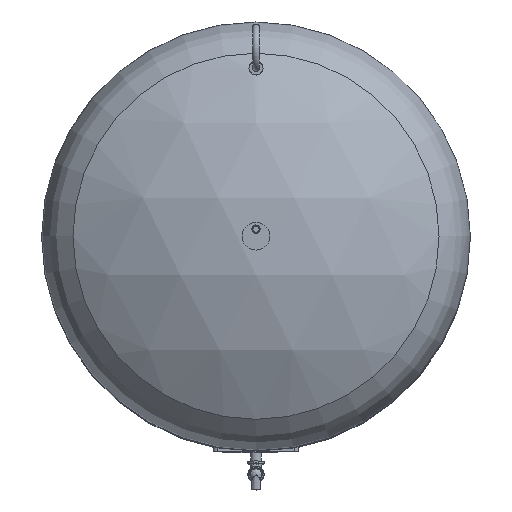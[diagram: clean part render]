
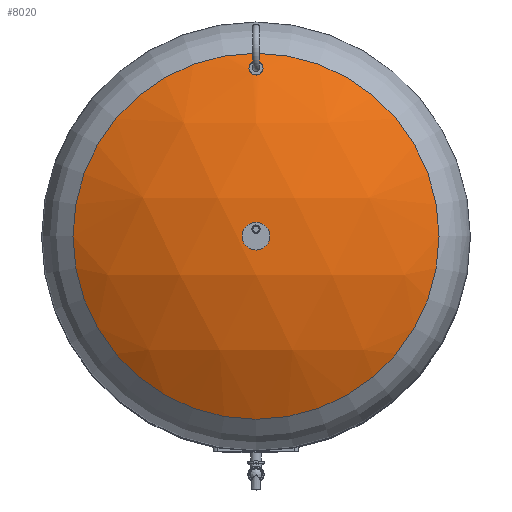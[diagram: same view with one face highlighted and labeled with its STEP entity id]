
A CAD part, top view. The second image highlights one B-rep face of the part: STEP entity #8020.
In plain terms, the highlighted spherical face has radius 594 mm.
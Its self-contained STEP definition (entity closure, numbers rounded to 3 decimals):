
#43=SPHERICAL_SURFACE($,#8847,594.);
#57=B_SPLINE_CURVE_WITH_KNOTS($,3,(#13114,#13115,#13116,#13117,#13118,#13119,
#13120,#13121,#13122,#13123,#13124,#13125,#13126,#13127,#13128,#13129,#13130,
#13131,#13132,#13133,#13134,#13135,#13136,#13137,#13138,#13139,#13140,#13141,
#13142,#13143,#13144,#13145,#13146,#13147,#13148,#13149,#13150,#13151,#13152,
#13153,#13154,#13155,#13156,#13157,#13158,#13159,#13160,#13161,#13162,#13163,
#13164,#13165,#13166,#13167,#13168,#13169,#13170,#13171,#13172,#13173,#13174,
#13175,#13176,#13177,#13178,#13179),.UNSPECIFIED.,.T.,.F.,(4,2,2,2,2,2,
2,2,2,2,2,2,2,2,2,2,2,2,2,2,2,2,2,2,2,2,2,2,2,2,2,2,4),(0.,1.994,
3.987,5.981,7.974,10.293,12.612,
14.931,17.25,19.564,21.878,24.192,
26.506,28.499,30.492,32.484,34.477,
36.47,38.463,40.456,42.449,44.763,
47.077,49.391,51.705,54.024,56.343,
58.662,60.981,62.974,64.968,66.961,
68.955),.UNSPECIFIED.);
#357=FACE_BOUND($,#1660,.T.);
#628=CIRCLE($,#8848,315.931);
#1074=FACE_OUTER_BOUND($,#1659,.T.);
#1659=EDGE_LOOP($,(#6365));
#1660=EDGE_LOOP($,(#6366));
#3782=VERTEX_POINT($,#13113);
#3783=VERTEX_POINT($,#13182);
#4708=EDGE_CURVE($,#3782,#3782,#57,.T.);
#4709=EDGE_CURVE($,#3783,#3783,#628,.T.);
#6365=ORIENTED_EDGE($,*,*,#4709,.F.);
#6366=ORIENTED_EDGE($,*,*,#4708,.T.);
#8020=ADVANCED_FACE($,(#1074,#357),#43,.T.);
#8847=AXIS2_PLACEMENT_3D($,#13181,#10579,#10580);
#8848=AXIS2_PLACEMENT_3D($,#13183,#10581,#10582);
#10579=DIRECTION('center_axis',(0.,-1.,0.));
#10580=DIRECTION('ref_axis',(-1.,0.,0.));
#10581=DIRECTION('center_axis',(0.,0.,
-1.));
#10582=DIRECTION('ref_axis',(1.,0.,0.));
#13113=CARTESIAN_POINT('',(0.,300.65,1600.294));
#13114=CARTESIAN_POINT('Ctrl Pts',(0.,300.65,1600.294));
#13115=CARTESIAN_POINT('Ctrl Pts',(0.665,300.65,1600.294));
#13116=CARTESIAN_POINT('Ctrl Pts',(1.348,300.587,1600.33));
#13117=CARTESIAN_POINT('Ctrl Pts',(2.7,300.325,1600.478));
#13118=CARTESIAN_POINT('Ctrl Pts',(3.368,300.127,1600.591));
#13119=CARTESIAN_POINT('Ctrl Pts',(4.642,299.61,1600.883));
#13120=CARTESIAN_POINT('Ctrl Pts',(5.249,299.29,1601.063));
#13121=CARTESIAN_POINT('Ctrl Pts',(6.366,298.564,1601.474));
#13122=CARTESIAN_POINT('Ctrl Pts',(6.875,298.157,1601.704));
#13123=CARTESIAN_POINT('Ctrl Pts',(7.848,297.235,1602.224));
#13124=CARTESIAN_POINT('Ctrl Pts',(8.329,296.677,1602.538));
#13125=CARTESIAN_POINT('Ctrl Pts',(9.168,295.47,1603.219));
#13126=CARTESIAN_POINT('Ctrl Pts',(9.525,294.82,1603.584));
#13127=CARTESIAN_POINT('Ctrl Pts',(10.095,293.472,1604.342));
#13128=CARTESIAN_POINT('Ctrl Pts',(10.307,292.773,1604.734));
#13129=CARTESIAN_POINT('Ctrl Pts',(10.585,291.375,1605.519));
#13130=CARTESIAN_POINT('Ctrl Pts',(10.65,290.675,1605.911));
#13131=CARTESIAN_POINT('Ctrl Pts',(10.65,289.327,1606.665));
#13132=CARTESIAN_POINT('Ctrl Pts',(10.585,288.628,1607.055));
#13133=CARTESIAN_POINT('Ctrl Pts',(10.308,287.231,1607.836));
#13134=CARTESIAN_POINT('Ctrl Pts',(10.096,286.532,1608.225));
#13135=CARTESIAN_POINT('Ctrl Pts',(9.527,285.185,1608.976));
#13136=CARTESIAN_POINT('Ctrl Pts',(9.17,284.535,1609.337));
#13137=CARTESIAN_POINT('Ctrl Pts',(8.333,283.327,1610.009));
#13138=CARTESIAN_POINT('Ctrl Pts',(7.852,282.769,1610.319));
#13139=CARTESIAN_POINT('Ctrl Pts',(6.879,281.846,1610.831));
#13140=CARTESIAN_POINT('Ctrl Pts',(6.369,281.438,1611.057));
#13141=CARTESIAN_POINT('Ctrl Pts',(5.251,280.71,1611.46));
#13142=CARTESIAN_POINT('Ctrl Pts',(4.643,280.391,1611.637));
#13143=CARTESIAN_POINT('Ctrl Pts',(3.369,279.873,1611.924));
#13144=CARTESIAN_POINT('Ctrl Pts',(2.7,279.675,1612.034));
#13145=CARTESIAN_POINT('Ctrl Pts',(1.348,279.413,1612.178));
#13146=CARTESIAN_POINT('Ctrl Pts',(0.664,279.35,1612.213));
#13147=CARTESIAN_POINT('Ctrl Pts',(-0.664,279.35,1612.213));
#13148=CARTESIAN_POINT('Ctrl Pts',(-1.348,279.413,1612.178));
#13149=CARTESIAN_POINT('Ctrl Pts',(-2.7,279.675,1612.034));
#13150=CARTESIAN_POINT('Ctrl Pts',(-3.369,279.873,1611.924));
#13151=CARTESIAN_POINT('Ctrl Pts',(-4.643,280.391,1611.637));
#13152=CARTESIAN_POINT('Ctrl Pts',(-5.251,280.71,1611.46));
#13153=CARTESIAN_POINT('Ctrl Pts',(-6.369,281.438,1611.057));
#13154=CARTESIAN_POINT('Ctrl Pts',(-6.879,281.846,1610.831));
#13155=CARTESIAN_POINT('Ctrl Pts',(-7.852,282.769,1610.319));
#13156=CARTESIAN_POINT('Ctrl Pts',(-8.333,283.327,1610.009));
#13157=CARTESIAN_POINT('Ctrl Pts',(-9.17,284.535,1609.337));
#13158=CARTESIAN_POINT('Ctrl Pts',(-9.527,285.185,1608.976));
#13159=CARTESIAN_POINT('Ctrl Pts',(-10.096,286.532,1608.225));
#13160=CARTESIAN_POINT('Ctrl Pts',(-10.308,287.231,1607.836));
#13161=CARTESIAN_POINT('Ctrl Pts',(-10.585,288.628,1607.055));
#13162=CARTESIAN_POINT('Ctrl Pts',(-10.65,289.327,1606.665));
#13163=CARTESIAN_POINT('Ctrl Pts',(-10.65,290.675,1605.911));
#13164=CARTESIAN_POINT('Ctrl Pts',(-10.585,291.375,1605.519));
#13165=CARTESIAN_POINT('Ctrl Pts',(-10.307,292.773,1604.734));
#13166=CARTESIAN_POINT('Ctrl Pts',(-10.095,293.472,1604.342));
#13167=CARTESIAN_POINT('Ctrl Pts',(-9.525,294.82,1603.584));
#13168=CARTESIAN_POINT('Ctrl Pts',(-9.168,295.47,1603.219));
#13169=CARTESIAN_POINT('Ctrl Pts',(-8.329,296.677,1602.538));
#13170=CARTESIAN_POINT('Ctrl Pts',(-7.848,297.235,1602.224));
#13171=CARTESIAN_POINT('Ctrl Pts',(-6.875,298.157,1601.704));
#13172=CARTESIAN_POINT('Ctrl Pts',(-6.366,298.564,1601.474));
#13173=CARTESIAN_POINT('Ctrl Pts',(-5.249,299.29,1601.063));
#13174=CARTESIAN_POINT('Ctrl Pts',(-4.642,299.61,1600.883));
#13175=CARTESIAN_POINT('Ctrl Pts',(-3.368,300.127,1600.591));
#13176=CARTESIAN_POINT('Ctrl Pts',(-2.7,300.325,1600.478));
#13177=CARTESIAN_POINT('Ctrl Pts',(-1.348,300.587,1600.33));
#13178=CARTESIAN_POINT('Ctrl Pts',(-0.665,300.65,1600.294));
#13179=CARTESIAN_POINT('Ctrl Pts',(0.,300.65,1600.294));
#13181=CARTESIAN_POINT('Origin',(0.,0.,
1088.));
#13182=CARTESIAN_POINT('',(315.931,0.,1591.014));
#13183=CARTESIAN_POINT('Origin',(0.,0.,
1591.014));
